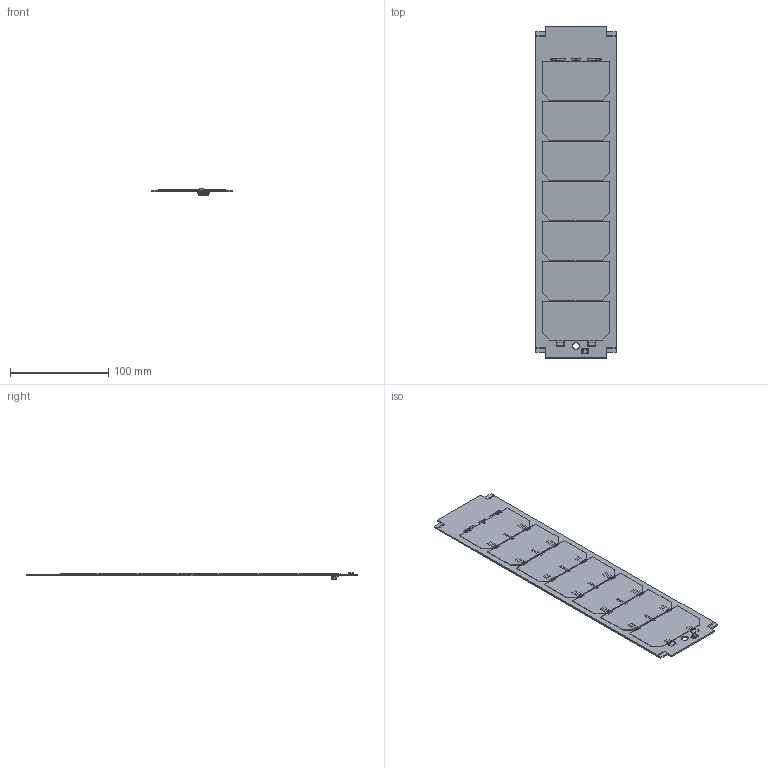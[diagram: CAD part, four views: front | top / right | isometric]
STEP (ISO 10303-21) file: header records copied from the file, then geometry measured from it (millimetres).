
FILE_DESCRIPTION (( 'STEP AP203' ), '1' );
FILE_NAME ('3d-25-00299-rev01.STEP', '2011-09-07T10:20:51', ( '' ), ( '' ), 'SwSTEP 2.0', 'SolidWorks 2010', '' );
FILE_SCHEMA (( 'CONFIG_CONTROL_DESIGN' ));
Length unit declared in the file: millimetre
Products named in the file (9): 3D-15-00255-REVB; 3D-27-00323-REV03; 7 cell string end tabs - trimmed tabs; DF13-6P-125H; SO-8; 3U pcb; 3d-25-00299-rev01
Assembly tree (13 placements, depth 3):
  3d-25-00299-rev01
    7 cell string end tabs - trimmed tabs
      3D-15-00255-REVB  x6
      3D-27-00323-REV03
      3D-15-00255-REVB
      3D-27-00323-REV03
    3U pcb
    DF13-6P-125H
    SO-8
Bounding box: 81.74 x 337.99 x 7.1 mm (x, y, z)
Volume: 51252.1 mm3; surface area: 134425.6 mm2
Topology: 46 solids, 46 shells, 2143 faces, 5884 edges, 3878 vertices
Faces by surface type: plane 1459, cylinder 666, bspline 14, cone 4
Entity records: 39225 total; most frequent: CARTESIAN_POINT 7006, ORIENTED_EDGE 6592, DIRECTION 6278, EDGE_CURVE 3296, LINE 2722, VECTOR 2722, VERTEX_POINT 2158, AXIS2_PLACEMENT_3D 1778
